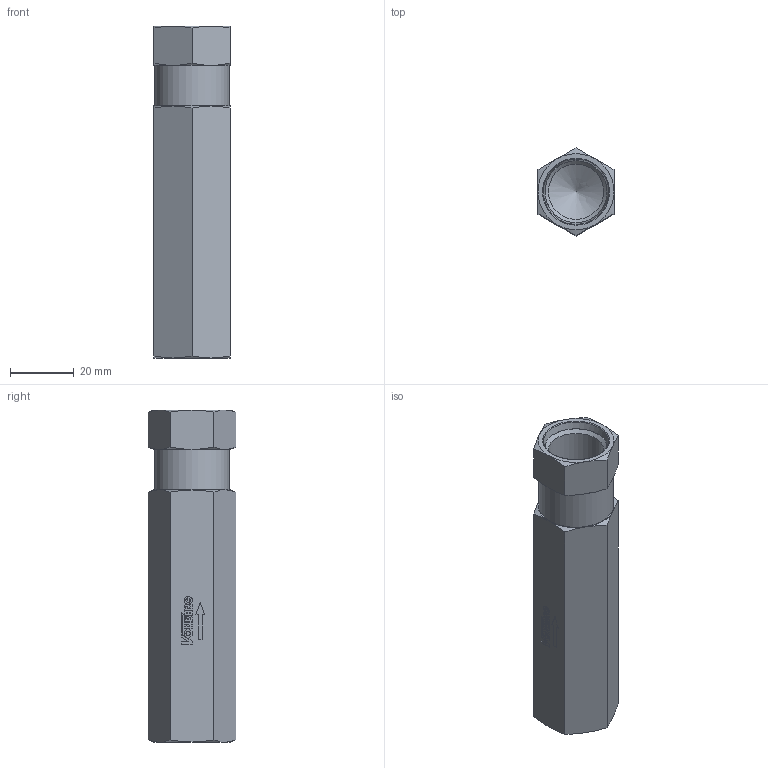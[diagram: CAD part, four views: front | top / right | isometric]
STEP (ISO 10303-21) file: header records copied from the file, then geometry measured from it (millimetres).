
FILE_DESCRIPTION((''),'2;1');
FILE_NAME('49000-208.stp','2015-01-19T11:52:35',('jml'),(''),'Autodesk Inventor 2010','Autodesk Inventor 2010','');
FILE_SCHEMA(('AUTOMOTIVE_DESIGN { 1 0 10303 214 1 1 1 1 }'));
Length unit declared in the file: inch
Products named in the file (1): 320057
Bounding box: 23.8 x 27.48 x 103.89 mm (x, y, z)
Volume: 40799 mm3; surface area: 11364.1 mm2
Topology: 1 solids, 1 shells, 151 faces, 368 edges, 236 vertices
Faces by surface type: plane 101, cone 28, cylinder 16, bspline 4, torus 2
Full cylindrical faces by diameter (mm): 1.392 x1, 23.368 x1
Entity records: 4403 total; most frequent: CARTESIAN_POINT 900, ORIENTED_EDGE 704, DIRECTION 668, EDGE_CURVE 352, VECTOR 236, LINE 236, VERTEX_POINT 232, AXIS2_PLACEMENT_3D 216
